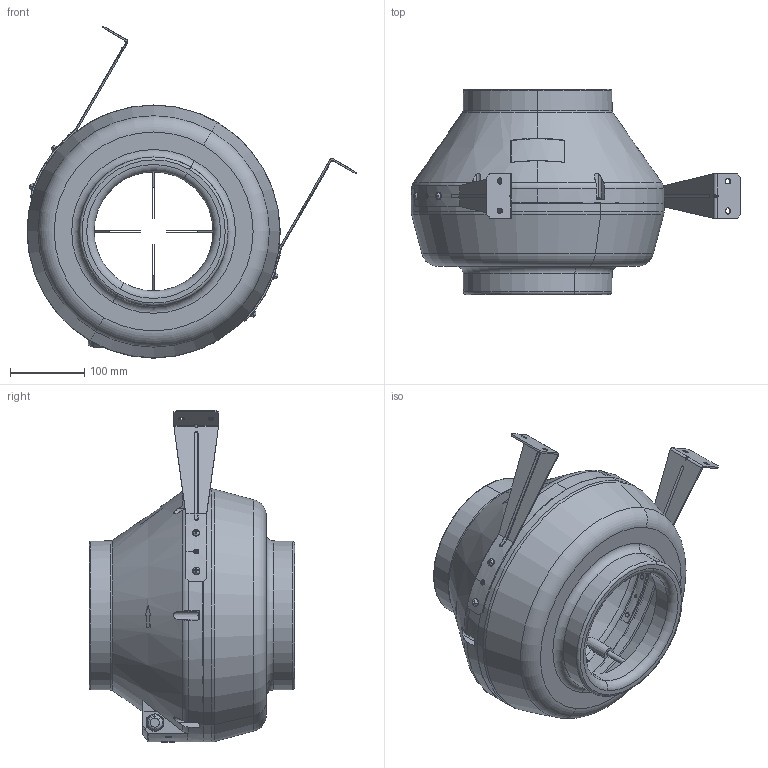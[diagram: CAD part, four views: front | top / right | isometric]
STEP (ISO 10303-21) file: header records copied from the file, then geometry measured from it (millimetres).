
FILE_DESCRIPTION (( 'STEP AP203' ), '1' );
FILE_NAME ('VK200.STEP', '2015-04-23T07:16:11', ( 'KB7' ), ( '' ), 'SwSTEP 2.0', 'SolidWorks 2013', '' );
FILE_SCHEMA (( 'CONFIG_CONTROL_DESIGN' ));
Length unit declared in the file: millimetre
Products named in the file (1): VK200
Bounding box: 443.17 x 275.7 x 446.15 mm (x, y, z)
Surface area: 675440.9 mm2 (no closed solid volume)
Topology: 0 solids, 35 shells, 495 faces, 1999 edges, 1476 vertices
Faces by surface type: plane 176, cylinder 131, cone 72, torus 60, bspline 30, sphere 26
Entity records: 26518 total; most frequent: CARTESIAN_POINT 10923, DIRECTION 3100, ORIENTED_EDGE 2980, EDGE_CURVE 1993, VERTEX_POINT 1476, AXIS2_PLACEMENT_3D 1209, CIRCLE 743, LINE 682
